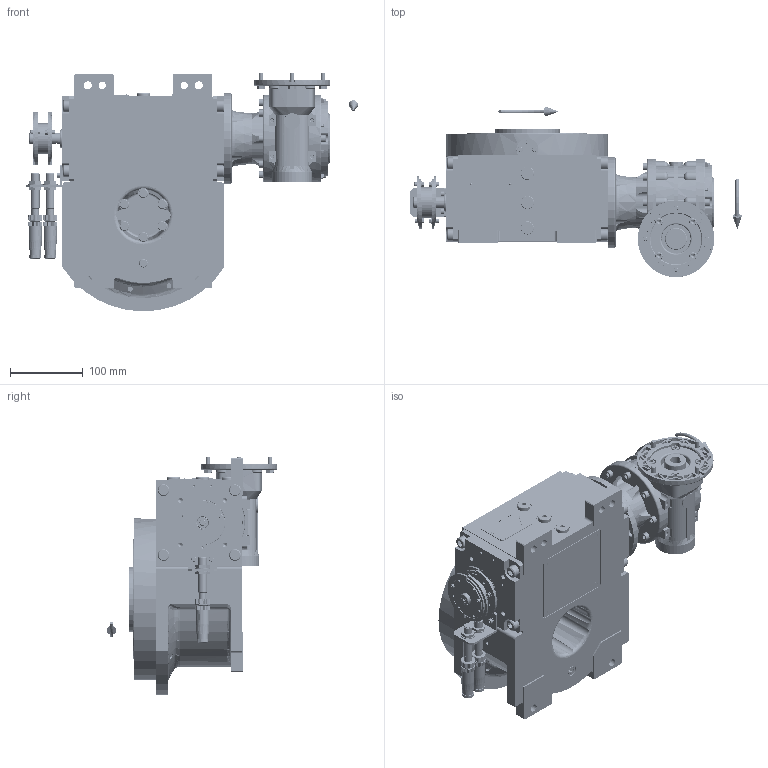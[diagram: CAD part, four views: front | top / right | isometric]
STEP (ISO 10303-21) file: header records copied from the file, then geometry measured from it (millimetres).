
FILE_DESCRIPTION (( 'STEP AP203' ), '1' );
FILE_NAME ('PC5201729.step', '2025-12-04T11:10:46', ( '' ), ( '' ), 'SwSTEP 2.0', 'SolidWorks 2020', '' );
FILE_SCHEMA (( 'CONFIG_CONTROL_DESIGN' ));
Length unit declared in the file: millimetre
Products named in the file (89): olio_agip_blasia_150; 900_00_00_005; CFN2223_01-570X6-B.stp; cfn2000_01_184; cfn2115_02_165; cfn2003_01_054; cfn2077_01_018; 900_38_30_003; cfn2000_01_103; AS_900_00_00_005; cfn2000_01_126; rig06_007_master; AS_900_38_30_003; CFN2356_03_047.stp; cfn2070_05_005; rig06_001_a; rig06_071_08_m_asm.stp; cfn2151_01_090; cfn2155_01_056; cfn2000_01_124; cfn2401_02_005; rig06_015; AS_900_38_10_028; cfn2128_04_004; RMI50_F1_DX_71B14; CFN2010_02_002.stp; cfn2055_01_002; freccia_angolare_albero; cfn2151_01_290; cfn2128_19_002; AS_cfn2400_04_024; cfn2115_02_161; rig06_005_n_01; RIG06_005_ASM.stp; CFN2203_02_001.stp; PC5201729; AS_cfn2476_01_002_60x46; cfn2155_01_303; cfn2073_01_012; cfn2400_04_024 ...
Assembly tree (86 placements, depth 5):
  olio_agip_blasia_150
  CFN2223_01-570X6-B.stp
  cfn2115_02_165
  cfn2077_01_018
  rig06_007_master
Bounding box: 455.5 x 234 x 327.5 mm (x, y, z)
Volume: 3342869.5 mm3; surface area: 1024099.3 mm2
Topology: 74 solids, 74 shells, 5971 faces, 15280 edges, 9691 vertices
Faces by surface type: plane 2715, cylinder 2035, cone 1014, torus 181, bspline 20, sphere 6
Entity records: 169621 total; most frequent: CARTESIAN_POINT 44461, DIRECTION 24290, ORIENTED_EDGE 24156, EDGE_CURVE 12078, AXIS2_PLACEMENT_3D 8923, VERTEX_POINT 7745, LINE 6444, VECTOR 6444
